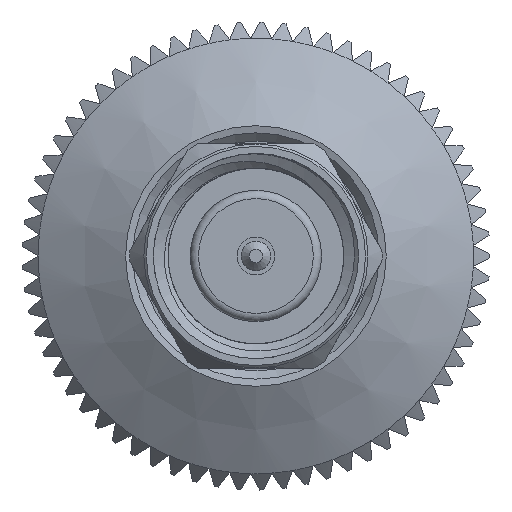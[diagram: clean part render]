
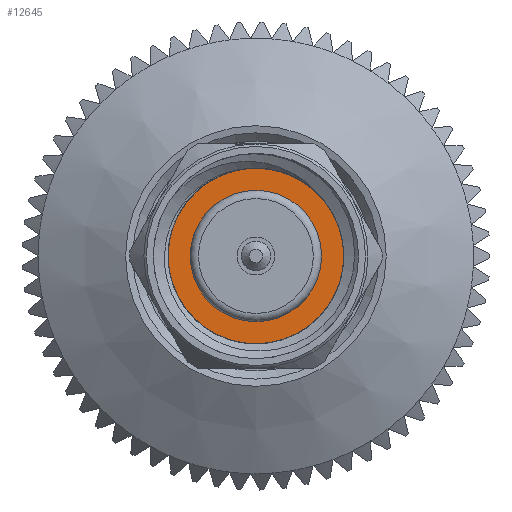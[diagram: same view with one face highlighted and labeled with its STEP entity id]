
A CAD part, left-side view. The second image highlights one B-rep face of the part: STEP entity #12645.
In plain terms, the highlighted planar face has unit normal (-1, 0, 0).
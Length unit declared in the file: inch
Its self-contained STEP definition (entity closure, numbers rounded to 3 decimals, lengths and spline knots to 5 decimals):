
#156 = AXIS2_PLACEMENT_3D ( 'NONE', #9994, #988, #7745 ) ;
#236 = B_SPLINE_CURVE_WITH_KNOTS ( 'NONE', 3,
 ( #8046, #12491, #3478, #10031, #1379, #1031 ),
 .UNSPECIFIED., .F., .F.,
 ( 4, 2, 4 ),
 ( 0., 0.5, 1. ),
 .UNSPECIFIED. ) ;
#460 = CARTESIAN_POINT ( 'NONE',  ( 1.23473, 0.07049, 0.08881 ) ) ;
#713 = CARTESIAN_POINT ( 'NONE',  ( 1.23473, 0.11237, 0.03609 ) ) ;
#754 = DIRECTION ( 'NONE',  ( 0., 1., 0. ) ) ;
#806 = CARTESIAN_POINT ( 'NONE',  ( 1.23473, 0.01875, -0.12359 ) ) ;
#980 = VERTEX_POINT ( 'NONE', #5409 ) ;
#988 = DIRECTION ( 'NONE',  ( -1., 0., 0. ) ) ;
#1031 = CARTESIAN_POINT ( 'NONE',  ( 1.23473, -0.01604, 0.10575 ) ) ;
#1379 = CARTESIAN_POINT ( 'NONE',  ( 1.23473, -0.03011, 0.10361 ) ) ;
#1441 = CIRCLE ( 'NONE', #2492, 0.08 ) ;
#1502 = CARTESIAN_POINT ( 'NONE',  ( 1.23473, 0.10753, -0.06332 ) ) ;
#1567 = CARTESIAN_POINT ( 'NONE',  ( 1.23473, 0.07514, 0.08539 ) ) ;
#1598 = VERTEX_POINT ( 'NONE', #11107 ) ;
#1717 = CARTESIAN_POINT ( 'NONE',  ( 1.23473, -0.09421, 0.05366 ) ) ;
#1779 = EDGE_LOOP ( 'NONE', ( #5462 ) ) ;
#1786 = CARTESIAN_POINT ( 'NONE',  ( 1.23473, -0.06675, -0.09904 ) ) ;
#2185 = ORIENTED_EDGE ( 'NONE', *, *, #8617, .T. ) ;
#2492 = AXIS2_PLACEMENT_3D ( 'NONE', #4549, #11644, #10595 ) ;
#2494 = CARTESIAN_POINT ( 'NONE',  ( 1.23473, 0.11218, -0.053 ) ) ;
#2687 = CARTESIAN_POINT ( 'NONE',  ( 1.23473, 0.08825, 0.07424 ) ) ;
#2734 = VERTEX_POINT ( 'NONE', #11199 ) ;
#2750 = EDGE_CURVE ( 'NONE', #2967, #2967, #1441, .T. ) ;
#2766 = CARTESIAN_POINT ( 'NONE',  ( 1.23473, -0.04213, -0.11358 ) ) ;
#2967 = VERTEX_POINT ( 'NONE', #7887 ) ;
#3478 = CARTESIAN_POINT ( 'NONE',  ( 1.23473, -0.06786, 0.08387 ) ) ;
#3540 = CARTESIAN_POINT ( 'NONE',  ( 1.23473, 0.11746, 0.01982 ) ) ;
#3683 = CARTESIAN_POINT ( 'NONE',  ( 1.23473, -0.10856, 0.02259 ) ) ;
#3736 = CARTESIAN_POINT ( 'NONE',  ( 1.23473, 0.11861, 0.0143 ) ) ;
#3840 = DIRECTION ( 'NONE',  ( -1., 0., 0. ) ) ;
#3909 = ORIENTED_EDGE ( 'NONE', *, *, #12880, .T. ) ;
#4093 = AXIS2_PLACEMENT_3D ( 'NONE', #9962, #3840, #754 ) ;
#4132 = CIRCLE ( 'NONE', #156, 0.125 ) ;
#4337 = ORIENTED_EDGE ( 'NONE', *, *, #11680, .T. ) ;
#4458 = CARTESIAN_POINT ( 'NONE',  ( 1.23473, 0.09568, 0.06578 ) ) ;
#4549 = CARTESIAN_POINT ( 'NONE',  ( 1.23473, 0., 0. ) ) ;
#4732 = CARTESIAN_POINT ( 'NONE',  ( 1.23473, -0.03696, -0.11574 ) ) ;
#4814 = CARTESIAN_POINT ( 'NONE',  ( 1.23473, 0.00738, -0.12458 ) ) ;
#4973 = B_SPLINE_CURVE_WITH_KNOTS ( 'NONE', 3,
 ( #12617, #6504, #9715, #9459, #5644, #10509, #11493, #10764, #7668, #460, #1567, #2687, #4458, #11684, #8526, #713, #12558, #3540, #3736, #10634, #5576, #7747, #11755, #2494, #1502, #8459 ),
 .UNSPECIFIED., .F., .F.,
 ( 4, 2, 2, 2, 2, 2, 2, 2, 2, 2, 2, 2, 4 ),
 ( 0., 0.125, 0.1875, 0.25, 0.3125, 0.375, 0.5, 0.5625, 0.625, 0.6875, 0.75, 0.875, 1. ),
 .UNSPECIFIED. ) ;
#5409 = CARTESIAN_POINT ( 'NONE',  ( 1.23473, 0.10146, -0.07301 ) ) ;
#5462 = ORIENTED_EDGE ( 'NONE', *, *, #2750, .F. ) ;
#5576 = CARTESIAN_POINT ( 'NONE',  ( 1.23473, 0.12045, -0.00272 ) ) ;
#5644 = CARTESIAN_POINT ( 'NONE',  ( 1.23473, 0.02906, 0.10654 ) ) ;
#5663 = CARTESIAN_POINT ( 'NONE',  ( 1.23473, -0.07108, -0.09556 ) ) ;
#5795 = CARTESIAN_POINT ( 'NONE',  ( 1.23473, -0.09068, -0.07501 ) ) ;
#5894 = FACE_BOUND ( 'NONE', #1779, .T. ) ;
#6189 = ORIENTED_EDGE ( 'NONE', *, *, #10714, .T. ) ;
#6237 = VERTEX_POINT ( 'NONE', #10725 ) ;
#6504 = CARTESIAN_POINT ( 'NONE',  ( 1.23473, -0.00489, 0.10829 ) ) ;
#6579 = CARTESIAN_POINT ( 'NONE',  ( 1.23473, -0.10633, -0.04469 ) ) ;
#7668 = CARTESIAN_POINT ( 'NONE',  ( 1.23473, 0.06087, 0.0948 ) ) ;
#7745 = DIRECTION ( 'NONE',  ( 0., -1., 0. ) ) ;
#7747 = CARTESIAN_POINT ( 'NONE',  ( 1.23473, 0.12027, -0.01985 ) ) ;
#7761 = CARTESIAN_POINT ( 'NONE',  ( 1.23473, -0.10004, 0.04393 ) ) ;
#7887 = CARTESIAN_POINT ( 'NONE',  ( 1.23473, -0.08, 0. ) ) ;
#8046 = CARTESIAN_POINT ( 'NONE',  ( 1.23473, -0.08682, 0.06247 ) ) ;
#8459 = CARTESIAN_POINT ( 'NONE',  ( 1.23473, 0.10146, -0.07301 ) ) ;
#8526 = CARTESIAN_POINT ( 'NONE',  ( 1.23473, 0.10769, 0.0464 ) ) ;
#8605 = CARTESIAN_POINT ( 'NONE',  ( 1.23473, -0.05251, -0.10839 ) ) ;
#8617 = EDGE_CURVE ( 'NONE', #6237, #2734, #10971, .T. ) ;
#8666 = CARTESIAN_POINT ( 'NONE',  ( 1.23473, -0.11102, 0.01163 ) ) ;
#8737 = CARTESIAN_POINT ( 'NONE',  ( 1.23473, -0.11249, -0.01114 ) ) ;
#8810 = CARTESIAN_POINT ( 'NONE',  ( 1.23473, -0.02074, -0.12081 ) ) ;
#9459 = CARTESIAN_POINT ( 'NONE',  ( 1.23473, 0.02348, 0.10749 ) ) ;
#9534 = CARTESIAN_POINT ( 'NONE',  ( 1.23473, -0.08682, 0.06247 ) ) ;
#9669 = CARTESIAN_POINT ( 'NONE',  ( 1.23473, -0.08361, -0.08388 ) ) ;
#9715 = CARTESIAN_POINT ( 'NONE',  ( 1.23473, 0.0064, 0.10905 ) ) ;
#9732 = CARTESIAN_POINT ( 'NONE',  ( 1.23473, -0.11155, -0.02245 ) ) ;
#9962 = CARTESIAN_POINT ( 'NONE',  ( 1.23473, 0., 0. ) ) ;
#9994 = CARTESIAN_POINT ( 'NONE',  ( 1.23473, 0., 0. ) ) ;
#10031 = CARTESIAN_POINT ( 'NONE',  ( 1.23473, -0.04368, 0.09866 ) ) ;
#10509 = CARTESIAN_POINT ( 'NONE',  ( 1.23473, 0.04002, 0.10375 ) ) ;
#10595 = DIRECTION ( 'NONE',  ( 0., -1., 0. ) ) ;
#10634 = CARTESIAN_POINT ( 'NONE',  ( 1.23473, 0.1201, 0.00308 ) ) ;
#10714 = EDGE_CURVE ( 'NONE', #980, #6237, #4132, .T. ) ;
#10725 = CARTESIAN_POINT ( 'NONE',  ( 1.23473, 0.01875, -0.12359 ) ) ;
#10764 = CARTESIAN_POINT ( 'NONE',  ( 1.23473, 0.05586, 0.09742 ) ) ;
#10783 = CARTESIAN_POINT ( 'NONE',  ( 1.23473, -0.05744, -0.10548 ) ) ;
#10857 = CARTESIAN_POINT ( 'NONE',  ( 1.23473, -0.02623, -0.11936 ) ) ;
#10971 = B_SPLINE_CURVE_WITH_KNOTS ( 'NONE', 3,
 ( #806, #4814, #12761, #8810, #10857, #4732, #2766, #8605, #10783, #1786, #5663, #9669, #5795, #12631, #6579, #9732, #8737, #8666, #3683, #7761, #1717, #9534 ),
 .UNSPECIFIED., .F., .F.,
 ( 4, 2, 2, 2, 2, 2, 2, 2, 2, 2, 4 ),
 ( 0., 0.125, 0.1875, 0.25, 0.3125, 0.375, 0.5, 0.625, 0.75, 0.875, 1. ),
 .UNSPECIFIED. ) ;
#11005 = FACE_OUTER_BOUND ( 'NONE', #12804, .T. ) ;
#11107 = CARTESIAN_POINT ( 'NONE',  ( 1.23473, -0.01604, 0.10575 ) ) ;
#11199 = CARTESIAN_POINT ( 'NONE',  ( 1.23473, -0.08682, 0.06247 ) ) ;
#11493 = CARTESIAN_POINT ( 'NONE',  ( 1.23473, 0.04545, 0.1019 ) ) ;
#11644 = DIRECTION ( 'NONE',  ( -1., 0., 0. ) ) ;
#11680 = EDGE_CURVE ( 'NONE', #1598, #980, #4973, .T. ) ;
#11684 = CARTESIAN_POINT ( 'NONE',  ( 1.23473, 0.10497, 0.05137 ) ) ;
#11755 = CARTESIAN_POINT ( 'NONE',  ( 1.23473, 0.1186, -0.03108 ) ) ;
#12491 = CARTESIAN_POINT ( 'NONE',  ( 1.23473, -0.07852, 0.074 ) ) ;
#12558 = CARTESIAN_POINT ( 'NONE',  ( 1.23473, 0.11435, 0.03067 ) ) ;
#12617 = CARTESIAN_POINT ( 'NONE',  ( 1.23473, -0.01604, 0.10575 ) ) ;
#12631 = CARTESIAN_POINT ( 'NONE',  ( 1.23473, -0.10214, -0.05524 ) ) ;
#12645 = ADVANCED_FACE ( 'NONE', ( #5894, #11005 ), #12848, .T. ) ;
#12761 = CARTESIAN_POINT ( 'NONE',  ( 1.23473, -0.00392, -0.12401 ) ) ;
#12804 = EDGE_LOOP ( 'NONE', ( #6189, #2185, #3909, #4337 ) ) ;
#12848 = PLANE ( 'NONE',  #4093 ) ;
#12880 = EDGE_CURVE ( 'NONE', #2734, #1598, #236, .T. ) ;
